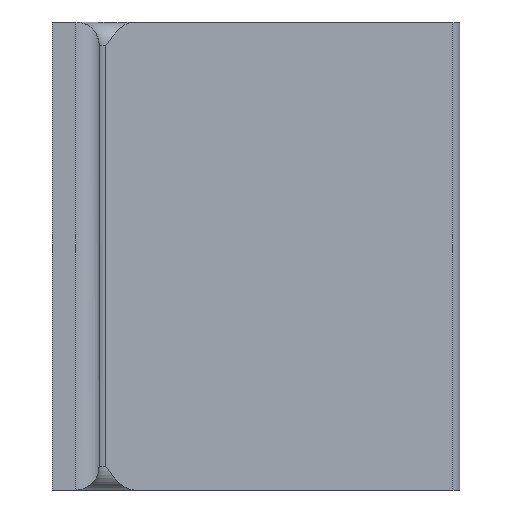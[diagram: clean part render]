
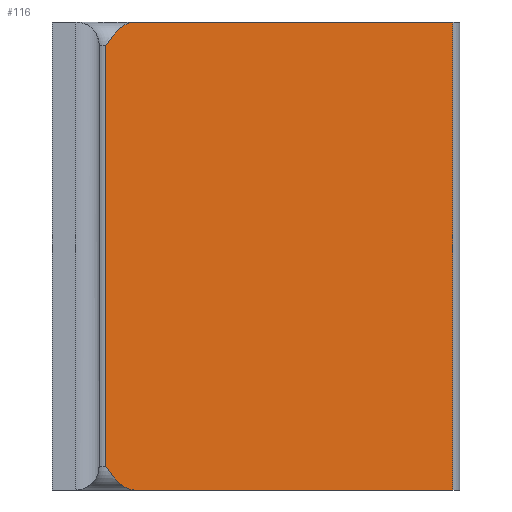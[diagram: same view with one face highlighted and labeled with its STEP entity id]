
A CAD part, left-side view. The second image highlights one B-rep face of the part: STEP entity #116.
In plain terms, the highlighted planar face has unit normal (-0.707, -0.707, 0).
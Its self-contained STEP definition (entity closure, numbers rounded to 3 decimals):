
#116=ADVANCED_FACE('',(#375),#377,.T.);
#375=FACE_BOUND('',#376,.T.);
#376=EDGE_LOOP('',(#706,#707,#708,#709,#710,#711));
#377=PLANE('',#378);
#378=AXIS2_PLACEMENT_3D('',#379,#380,#381);
#379=CARTESIAN_POINT('',(-15.828,-2.,0.));
#380=DIRECTION('',(-0.707,-0.707,0.));
#381=DIRECTION('',(0.707,-0.707,0.));
#706=ORIENTED_EDGE('',*,*,#836,.T.);
#707=ORIENTED_EDGE('',*,*,#837,.F.);
#708=ORIENTED_EDGE('',*,*,#838,.F.);
#709=ORIENTED_EDGE('',*,*,#839,.F.);
#710=ORIENTED_EDGE('',*,*,#840,.F.);
#711=ORIENTED_EDGE('',*,*,#826,.T.);
#826=EDGE_CURVE('',#917,#914,#918,.T.);
#836=EDGE_CURVE('',#914,#934,#935,.T.);
#837=EDGE_CURVE('',#936,#934,#937,.T.);
#838=EDGE_CURVE('',#938,#936,#939,.F.);
#839=EDGE_CURVE('',#940,#938,#941,.T.);
#840=EDGE_CURVE('',#917,#940,#942,.T.);
#914=VERTEX_POINT('',#1075);
#917=VERTEX_POINT('',#1081);
#918=LINE('',#1082,#1083);
#934=VERTEX_POINT('',#1160);
#935=LINE('',#1161,#1162);
#936=VERTEX_POINT('',#1164);
#937=LINE('',#1165,#1166);
#938=VERTEX_POINT('',#1168);
#939=B_SPLINE_CURVE_WITH_KNOTS('',3,
(#1169,#1170,#1171,#1172,#1173,#1174,#1175,#1176,#1177,#1178,#1179,#1180,#1181,#1182,
#1183,#1184,#1185,#1186,#1187,#1188,#1189,#1190,#1191,#1192,#1193,#1194,#1195,#1196,
#1197,#1198,#1199,#1200,#1201,#1202,#1203,#1204,#1205,#1206,#1207),
.UNSPECIFIED.,.F.,.F.,
(4,1,1,1,1,1,1,1,1,1,1,1,1,1,1,1,1,1,1,1,1,1,1,1,1,1,1,1,1,1,1,1,1,1,1,1,4),
(0.,0.018,0.035,0.053,0.072,
0.09,0.108,0.127,0.146,0.164,
0.184,0.203,0.223,0.243,0.265,
0.291,0.333,0.381,0.434,0.493,
0.561,0.634,0.685,0.719,0.741,
0.762,0.784,0.806,0.828,0.849,
0.871,0.892,0.914,0.935,0.957,
0.978,1.),
.UNSPECIFIED.);
#940=VERTEX_POINT('',#1208);
#941=LINE('',#1209,#1210);
#942=B_SPLINE_CURVE_WITH_KNOTS('',3,
(#1212,#1213,#1214,#1215,#1216,#1217,#1218,#1219,#1220,#1221,#1222,#1223,#1224,#1225,
#1226,#1227,#1228,#1229,#1230,#1231,#1232,#1233,#1234,#1235,#1236,#1237,#1238,#1239,
#1240,#1241,#1242,#1243,#1244,#1245,#1246,#1247,#1248,#1249,#1250),
.UNSPECIFIED.,.F.,.F.,
(4,1,1,1,1,1,1,1,1,1,1,1,1,1,1,1,1,1,1,1,1,1,1,1,1,1,1,1,1,1,1,1,1,1,1,1,4),
(0.,0.018,0.035,0.053,0.072,
0.09,0.108,0.127,0.146,0.164,
0.184,0.203,0.223,0.243,0.265,
0.291,0.333,0.381,0.434,0.493,
0.561,0.634,0.685,0.719,0.741,
0.762,0.784,0.806,0.828,0.849,
0.871,0.892,0.914,0.935,0.957,
0.978,1.),
.UNSPECIFIED.);
#1075=CARTESIAN_POINT('',(-0.707,-17.121,0.));
#1081=CARTESIAN_POINT('',(-14.311,-3.518,0.));
#1082=CARTESIAN_POINT('',(-14.311,-3.518,0.));
#1083=VECTOR('',#1084,1.);
#1084=DIRECTION('',(0.707,-0.707,0.));
#1160=CARTESIAN_POINT('',(-0.707,-17.121,20.));
#1161=CARTESIAN_POINT('',(-0.707,-17.121,0.));
#1162=VECTOR('',#1163,1.);
#1163=DIRECTION('',(0.,0.,1.));
#1164=CARTESIAN_POINT('',(-14.311,-3.518,20.));
#1165=CARTESIAN_POINT('',(-14.311,-3.518,20.));
#1166=VECTOR('',#1167,1.);
#1167=DIRECTION('',(0.707,-0.707,0.));
#1168=CARTESIAN_POINT('',(-15.536,-2.293,19.));
#1169=CARTESIAN_POINT('',(-14.311,-3.518,20.));
#1170=CARTESIAN_POINT('',(-14.319,-3.509,20.));
#1171=CARTESIAN_POINT('',(-14.337,-3.492,20.));
#1172=CARTESIAN_POINT('',(-14.363,-3.466,19.998));
#1173=CARTESIAN_POINT('',(-14.389,-3.44,19.996));
#1174=CARTESIAN_POINT('',(-14.415,-3.414,19.992));
#1175=CARTESIAN_POINT('',(-14.441,-3.387,19.988));
#1176=CARTESIAN_POINT('',(-14.468,-3.361,19.982));
#1177=CARTESIAN_POINT('',(-14.494,-3.334,19.976));
#1178=CARTESIAN_POINT('',(-14.521,-3.307,19.968));
#1179=CARTESIAN_POINT('',(-14.548,-3.281,19.96));
#1180=CARTESIAN_POINT('',(-14.575,-3.254,19.95));
#1181=CARTESIAN_POINT('',(-14.602,-3.226,19.939));
#1182=CARTESIAN_POINT('',(-14.629,-3.199,19.927));
#1183=CARTESIAN_POINT('',(-14.658,-3.17,19.914));
#1184=CARTESIAN_POINT('',(-14.689,-3.139,19.898));
#1185=CARTESIAN_POINT('',(-14.73,-3.098,19.875));
#1186=CARTESIAN_POINT('',(-14.782,-3.047,19.844));
#1187=CARTESIAN_POINT('',(-14.844,-2.984,19.8));
#1188=CARTESIAN_POINT('',(-14.911,-2.917,19.747));
#1189=CARTESIAN_POINT('',(-14.985,-2.843,19.682));
#1190=CARTESIAN_POINT('',(-15.065,-2.764,19.603));
#1191=CARTESIAN_POINT('',(-15.138,-2.69,19.523));
#1192=CARTESIAN_POINT('',(-15.197,-2.631,19.454));
#1193=CARTESIAN_POINT('',(-15.236,-2.592,19.406));
#1194=CARTESIAN_POINT('',(-15.264,-2.564,19.37));
#1195=CARTESIAN_POINT('',(-15.288,-2.541,19.34));
#1196=CARTESIAN_POINT('',(-15.311,-2.517,19.31));
#1197=CARTESIAN_POINT('',(-15.334,-2.494,19.279));
#1198=CARTESIAN_POINT('',(-15.357,-2.471,19.249));
#1199=CARTESIAN_POINT('',(-15.38,-2.449,19.218));
#1200=CARTESIAN_POINT('',(-15.402,-2.426,19.187));
#1201=CARTESIAN_POINT('',(-15.425,-2.404,19.156));
#1202=CARTESIAN_POINT('',(-15.447,-2.381,19.125));
#1203=CARTESIAN_POINT('',(-15.469,-2.359,19.094));
#1204=CARTESIAN_POINT('',(-15.491,-2.337,19.062));
#1205=CARTESIAN_POINT('',(-15.513,-2.315,19.031));
#1206=CARTESIAN_POINT('',(-15.528,-2.3,19.01));
#1207=CARTESIAN_POINT('',(-15.536,-2.293,19.));
#1208=CARTESIAN_POINT('',(-15.536,-2.293,1.));
#1209=CARTESIAN_POINT('',(-15.536,-2.293,1.));
#1210=VECTOR('',#1211,1.);
#1211=DIRECTION('',(0.,0.,1.));
#1212=CARTESIAN_POINT('',(-14.311,-3.518,0.));
#1213=CARTESIAN_POINT('',(-14.319,-3.509,0.));
#1214=CARTESIAN_POINT('',(-14.337,-3.492,0.));
#1215=CARTESIAN_POINT('',(-14.363,-3.466,0.002));
#1216=CARTESIAN_POINT('',(-14.389,-3.44,0.004));
#1217=CARTESIAN_POINT('',(-14.415,-3.414,0.008));
#1218=CARTESIAN_POINT('',(-14.441,-3.387,0.012));
#1219=CARTESIAN_POINT('',(-14.468,-3.361,0.018));
#1220=CARTESIAN_POINT('',(-14.494,-3.334,0.024));
#1221=CARTESIAN_POINT('',(-14.521,-3.307,0.032));
#1222=CARTESIAN_POINT('',(-14.548,-3.281,0.04));
#1223=CARTESIAN_POINT('',(-14.575,-3.254,0.05));
#1224=CARTESIAN_POINT('',(-14.602,-3.226,0.061));
#1225=CARTESIAN_POINT('',(-14.629,-3.199,0.073));
#1226=CARTESIAN_POINT('',(-14.658,-3.17,0.086));
#1227=CARTESIAN_POINT('',(-14.689,-3.139,0.102));
#1228=CARTESIAN_POINT('',(-14.73,-3.098,0.125));
#1229=CARTESIAN_POINT('',(-14.782,-3.047,0.156));
#1230=CARTESIAN_POINT('',(-14.844,-2.984,0.2));
#1231=CARTESIAN_POINT('',(-14.911,-2.917,0.253));
#1232=CARTESIAN_POINT('',(-14.985,-2.843,0.318));
#1233=CARTESIAN_POINT('',(-15.065,-2.764,0.397));
#1234=CARTESIAN_POINT('',(-15.138,-2.69,0.477));
#1235=CARTESIAN_POINT('',(-15.197,-2.631,0.546));
#1236=CARTESIAN_POINT('',(-15.236,-2.592,0.594));
#1237=CARTESIAN_POINT('',(-15.264,-2.564,0.63));
#1238=CARTESIAN_POINT('',(-15.288,-2.541,0.66));
#1239=CARTESIAN_POINT('',(-15.311,-2.517,0.69));
#1240=CARTESIAN_POINT('',(-15.334,-2.494,0.721));
#1241=CARTESIAN_POINT('',(-15.357,-2.471,0.751));
#1242=CARTESIAN_POINT('',(-15.38,-2.449,0.782));
#1243=CARTESIAN_POINT('',(-15.402,-2.426,0.813));
#1244=CARTESIAN_POINT('',(-15.425,-2.404,0.844));
#1245=CARTESIAN_POINT('',(-15.447,-2.381,0.875));
#1246=CARTESIAN_POINT('',(-15.469,-2.359,0.906));
#1247=CARTESIAN_POINT('',(-15.491,-2.337,0.938));
#1248=CARTESIAN_POINT('',(-15.513,-2.315,0.969));
#1249=CARTESIAN_POINT('',(-15.528,-2.3,0.99));
#1250=CARTESIAN_POINT('',(-15.536,-2.293,1.));
